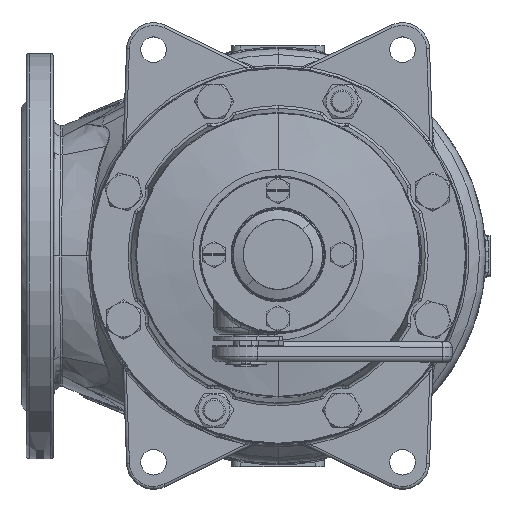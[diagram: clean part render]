
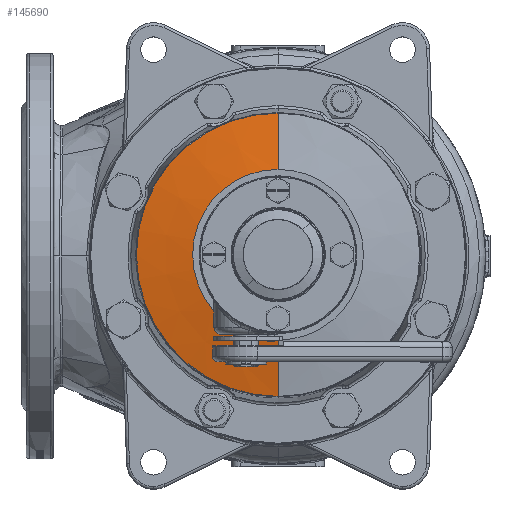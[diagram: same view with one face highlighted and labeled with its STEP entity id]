
A CAD part, top view. The second image highlights one B-rep face of the part: STEP entity #145690.
In plain terms, the highlighted conical face has half-angle 80 degrees and reference radius 60 mm.
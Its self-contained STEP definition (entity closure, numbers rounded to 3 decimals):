
#141744=CARTESIAN_POINT('',(0.,99.587,577.02));
#141745=VERTEX_POINT('',#141744);
#141753=CARTESIAN_POINT('',(0.,-99.587,577.02));
#141754=VERTEX_POINT('',#141753);
#142505=CARTESIAN_POINT('',(-0.,60.,584.));
#142506=VERTEX_POINT('',#142505);
#142507=CARTESIAN_POINT('',(0.,-60.,584.));
#142508=VERTEX_POINT('',#142507);
#142516=CARTESIAN_POINT('',(-0.,-60.,584.));
#142517=DIRECTION('',(-0.,-0.985,-0.174));
#142518=VECTOR('',#142517,40.198);
#142519=LINE('',#142516,#142518);
#142520=EDGE_CURVE('NONE',#142508,#141754,#142519,.T.);
#142523=CARTESIAN_POINT('',(-0.,60.,584.));
#142524=DIRECTION('',(-0.,0.985,-0.174));
#142525=VECTOR('',#142524,40.198);
#142526=LINE('',#142523,#142525);
#142527=EDGE_CURVE('NONE',#142506,#141745,#142526,.T.);
#145663=CARTESIAN_POINT('',(0.,0.,584.));
#145664=DIRECTION('',(0.,0.,-1.));
#145665=DIRECTION('',(0.,1.,0.));
#145666=AXIS2_PLACEMENT_3D('',#145663,#145664,#145665);
#145667=CIRCLE('',#145666,60.);
#145668=EDGE_CURVE('NONE',#142508,#142506,#145667,.T.);
#145673=CARTESIAN_POINT('',(0.,0.,584.));
#145674=DIRECTION('',(0.,0.,-1.));
#145675=DIRECTION('',(0.,1.,0.));
#145676=AXIS2_PLACEMENT_3D('',#145673,#145674,#145675);
#145677=CONICAL_SURFACE('',#145676,60.,80.);
#145678=ORIENTED_EDGE('',*,*,#142520,.F.);
#145679=ORIENTED_EDGE('',*,*,#145668,.T.);
#145680=ORIENTED_EDGE('',*,*,#142527,.T.);
#145681=CARTESIAN_POINT('',(0.,0.,577.02));
#145682=DIRECTION('',(-0.,-0.,1.));
#145683=DIRECTION('',(0.,1.,0.));
#145684=AXIS2_PLACEMENT_3D('',#145681,#145682,#145683);
#145685=CIRCLE('',#145684,99.587);
#145686=EDGE_CURVE('NONE',#141745,#141754,#145685,.T.);
#145687=ORIENTED_EDGE('',*,*,#145686,.T.);
#145688=EDGE_LOOP('',(#145678,#145679,#145680,#145687));
#145689=FACE_BOUND('',#145688,.T.);
#145690=ADVANCED_FACE('NONE',(#145689),#145677,.T.);
